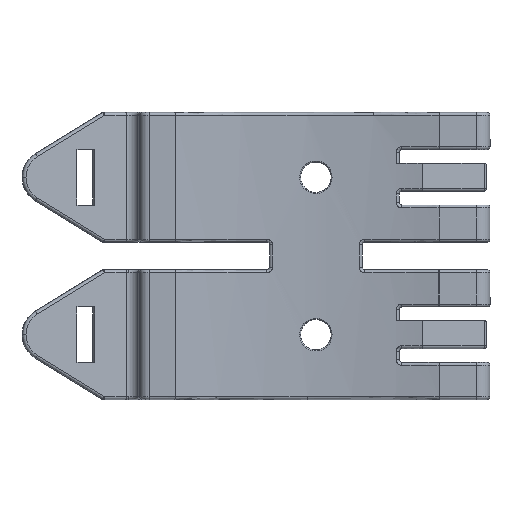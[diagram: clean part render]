
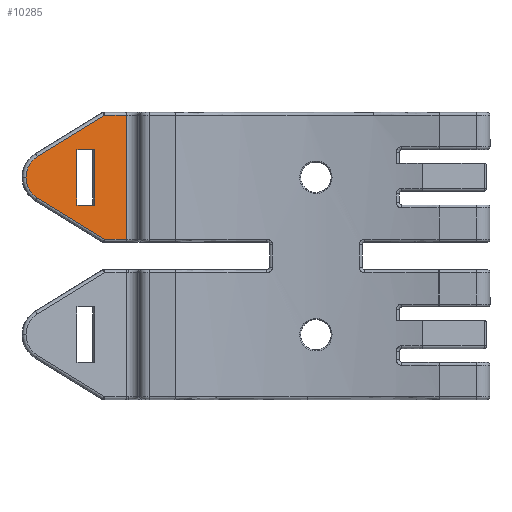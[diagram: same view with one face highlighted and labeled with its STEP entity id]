
A CAD part, front view. The second image highlights one B-rep face of the part: STEP entity #10285.
In plain terms, the highlighted planar face has unit normal (0.257, -0.966, 0).
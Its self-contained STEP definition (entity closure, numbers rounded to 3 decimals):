
#79 = CARTESIAN_POINT ( 'NONE',  ( -28.577, 2.905, 9.242 ) ) ;
#150 = DIRECTION ( 'NONE',  ( -0.831, -0.221, -0.511 ) ) ;
#322 = VECTOR ( 'NONE', #8841, 1000. ) ;
#367 = CARTESIAN_POINT ( 'NONE',  ( -24.302, 4.044, 10. ) ) ;
#884 = ORIENTED_EDGE ( 'NONE', *, *, #5251, .T. ) ;
#1152 = CARTESIAN_POINT ( 'NONE',  ( -18.957, 5.466, 0.3 ) ) ;
#1351 = EDGE_CURVE ( 'NONE', #2102, #14114, #11019, .T. ) ;
#1686 = FACE_BOUND ( 'NONE', #8520, .T. ) ;
#2068 = CARTESIAN_POINT ( 'NONE',  ( -18.957, 5.466, 4. ) ) ;
#2081 = VECTOR ( 'NONE', #10163, 1000. ) ;
#2102 = VERTEX_POINT ( 'NONE', #4875 ) ;
#2210 = LINE ( 'NONE', #6770, #3534 ) ;
#2333 = VECTOR ( 'NONE', #13572, 1000. ) ;
#2497 = EDGE_CURVE ( 'NONE', #8094, #13420, #11790, .T. ) ;
#2656 = CARTESIAN_POINT ( 'NONE',  ( -18.957, 5.466, 14. ) ) ;
#2702 = EDGE_CURVE ( 'NONE', #14240, #8094, #11311, .T. ) ;
#2875 = ORIENTED_EDGE ( 'NONE', *, *, #6409, .T. ) ;
#3023 = LINE ( 'NONE', #8758, #6562 ) ;
#3045 = EDGE_CURVE ( 'NONE', #11289, #6390, #3023, .T. ) ;
#3315 = CARTESIAN_POINT ( 'NONE',  ( -18.957, 5.466, 10. ) ) ;
#3511 = CARTESIAN_POINT ( 'NONE',  ( -28.577, 2.905, 4.758 ) ) ;
#3526 = ORIENTED_EDGE ( 'NONE', *, *, #1351, .T. ) ;
#3528 = CARTESIAN_POINT ( 'NONE',  ( -28.577, 2.905, 9.242 ) ) ;
#3534 = VECTOR ( 'NONE', #8186, 1000. ) ;
#3582 = DIRECTION ( 'NONE',  ( -0.966, -0.257, 0. ) ) ;
#3777 = AXIS2_PLACEMENT_3D ( 'NONE', #12674, #9312, #3582 ) ;
#3789 = CIRCLE ( 'NONE', #3777, 2.608 ) ;
#3851 = CARTESIAN_POINT ( 'NONE',  ( -24.302, 4.044, 14. ) ) ;
#4161 = DIRECTION ( 'NONE',  ( 0.257, -0.966, 0. ) ) ;
#4166 = AXIS2_PLACEMENT_3D ( 'NONE', #7890, #4161, #11171 ) ;
#4602 = ORIENTED_EDGE ( 'NONE', *, *, #7415, .T. ) ;
#4875 = CARTESIAN_POINT ( 'NONE',  ( -22.369, 4.558, 4. ) ) ;
#5251 = EDGE_CURVE ( 'NONE', #14114, #10431, #14195, .T. ) ;
#6181 = FACE_OUTER_BOUND ( 'NONE', #12441, .T. ) ;
#6246 = DIRECTION ( 'NONE',  ( -0.257, 0.966, 0. ) ) ;
#6348 = ORIENTED_EDGE ( 'NONE', *, *, #3045, .F. ) ;
#6390 = VERTEX_POINT ( 'NONE', #14529 ) ;
#6409 = EDGE_CURVE ( 'NONE', #9865, #2102, #13182, .T. ) ;
#6562 = VECTOR ( 'NONE', #13369, 1000. ) ;
#6770 = CARTESIAN_POINT ( 'NONE',  ( -21.403, 4.815, 13.7 ) ) ;
#7115 = VECTOR ( 'NONE', #9041, 1000. ) ;
#7415 = EDGE_CURVE ( 'NONE', #9946, #7616, #14395, .T. ) ;
#7575 = DIRECTION ( 'NONE',  ( 0., 0., 1. ) ) ;
#7616 = VERTEX_POINT ( 'NONE', #14183 ) ;
#7890 = CARTESIAN_POINT ( 'NONE',  ( -27.29, 3.248, 7. ) ) ;
#8094 = VERTEX_POINT ( 'NONE', #3528 ) ;
#8186 = DIRECTION ( 'NONE',  ( -0.966, -0.257, 0. ) ) ;
#8520 = EDGE_LOOP ( 'NONE', ( #3526, #884, #12763, #2875 ) ) ;
#8682 = ORIENTED_EDGE ( 'NONE', *, *, #12338, .T. ) ;
#8700 = CARTESIAN_POINT ( 'NONE',  ( -18.957, 5.466, 13.7 ) ) ;
#8750 = LINE ( 'NONE', #3315, #2081 ) ;
#8758 = CARTESIAN_POINT ( 'NONE',  ( -18.957, 5.466, 14. ) ) ;
#8841 = DIRECTION ( 'NONE',  ( -0.966, -0.257, 0. ) ) ;
#9041 = DIRECTION ( 'NONE',  ( 0.966, 0.257, 0. ) ) ;
#9312 = DIRECTION ( 'NONE',  ( 0.257, -0.966, 0. ) ) ;
#9865 = VERTEX_POINT ( 'NONE', #12155 ) ;
#9946 = VERTEX_POINT ( 'NONE', #3511 ) ;
#9982 = ORIENTED_EDGE ( 'NONE', *, *, #2702, .T. ) ;
#10058 = EDGE_CURVE ( 'NONE', #13420, #9946, #3789, .T. ) ;
#10154 = VECTOR ( 'NONE', #13474, 1000. ) ;
#10163 = DIRECTION ( 'NONE',  ( 0.966, 0.257, 0. ) ) ;
#10267 = EDGE_CURVE ( 'NONE', #11289, #14240, #2210, .T. ) ;
#10285 = ADVANCED_FACE ( 'NONE', ( #1686, #6181 ), #11605, .F. ) ;
#10298 = ORIENTED_EDGE ( 'NONE', *, *, #2497, .T. ) ;
#10431 = VERTEX_POINT ( 'NONE', #367 ) ;
#10783 = VECTOR ( 'NONE', #7575, 1000. ) ;
#10997 = CARTESIAN_POINT ( 'NONE',  ( -24.302, 4.044, 4. ) ) ;
#11019 = LINE ( 'NONE', #2068, #322 ) ;
#11171 = DIRECTION ( 'NONE',  ( -0.966, -0.257, 0. ) ) ;
#11289 = VERTEX_POINT ( 'NONE', #8700 ) ;
#11311 = LINE ( 'NONE', #79, #11558 ) ;
#11507 = LINE ( 'NONE', #1152, #7115 ) ;
#11558 = VECTOR ( 'NONE', #150, 1000. ) ;
#11605 = PLANE ( 'NONE',  #14239 ) ;
#11790 = CIRCLE ( 'NONE', #4166, 2.608 ) ;
#12155 = CARTESIAN_POINT ( 'NONE',  ( -22.369, 4.558, 10. ) ) ;
#12338 = EDGE_CURVE ( 'NONE', #7616, #6390, #11507, .T. ) ;
#12441 = EDGE_LOOP ( 'NONE', ( #13893, #9982, #10298, #13169, #4602, #8682, #6348 ) ) ;
#12674 = CARTESIAN_POINT ( 'NONE',  ( -27.29, 3.248, 7. ) ) ;
#12763 = ORIENTED_EDGE ( 'NONE', *, *, #14296, .T. ) ;
#13169 = ORIENTED_EDGE ( 'NONE', *, *, #10058, .T. ) ;
#13182 = LINE ( 'NONE', #14378, #10154 ) ;
#13277 = CARTESIAN_POINT ( 'NONE',  ( -21.255, 4.855, 0.258 ) ) ;
#13369 = DIRECTION ( 'NONE',  ( 0., 0., -1. ) ) ;
#13420 = VERTEX_POINT ( 'NONE', #14426 ) ;
#13474 = DIRECTION ( 'NONE',  ( 0., 0., -1. ) ) ;
#13572 = DIRECTION ( 'NONE',  ( 0.831, 0.221, -0.511 ) ) ;
#13893 = ORIENTED_EDGE ( 'NONE', *, *, #10267, .T. ) ;
#14061 = DIRECTION ( 'NONE',  ( -0.966, -0.257, 0. ) ) ;
#14114 = VERTEX_POINT ( 'NONE', #10997 ) ;
#14183 = CARTESIAN_POINT ( 'NONE',  ( -21.323, 4.836, 0.3 ) ) ;
#14195 = LINE ( 'NONE', #3851, #10783 ) ;
#14239 = AXIS2_PLACEMENT_3D ( 'NONE', #2656, #6246, #14061 ) ;
#14240 = VERTEX_POINT ( 'NONE', #14272 ) ;
#14272 = CARTESIAN_POINT ( 'NONE',  ( -21.323, 4.836, 13.7 ) ) ;
#14296 = EDGE_CURVE ( 'NONE', #10431, #9865, #8750, .T. ) ;
#14378 = CARTESIAN_POINT ( 'NONE',  ( -22.369, 4.558, 14. ) ) ;
#14395 = LINE ( 'NONE', #13277, #2333 ) ;
#14426 = CARTESIAN_POINT ( 'NONE',  ( -29.81, 2.577, 7. ) ) ;
#14529 = CARTESIAN_POINT ( 'NONE',  ( -18.957, 5.466, 0.3 ) ) ;
